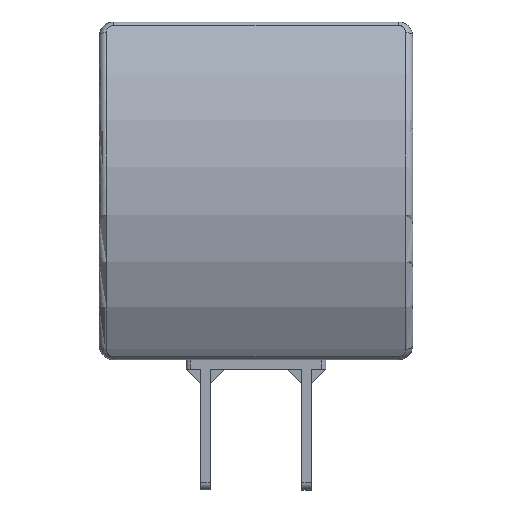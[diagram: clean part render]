
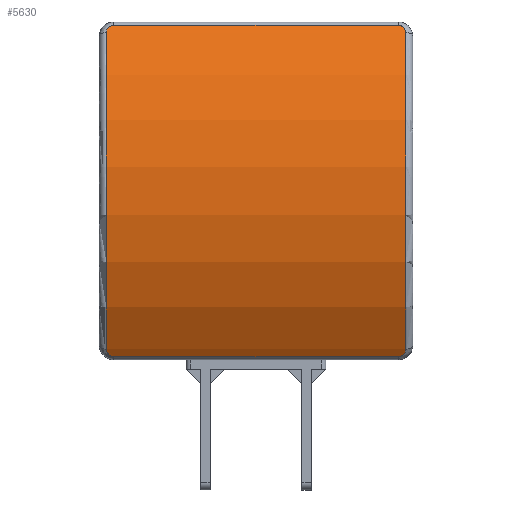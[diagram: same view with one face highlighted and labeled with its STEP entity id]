
A CAD part, front view. The second image highlights one B-rep face of the part: STEP entity #5630.
In plain terms, the highlighted cylindrical face has radius 122 mm (diameter 244 mm), a partial arc.
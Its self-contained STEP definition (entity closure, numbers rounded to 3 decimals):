
#135=B_SPLINE_CURVE_WITH_KNOTS('',3,(#8659,#8660,#8661,#8662,#8663,#8664),
 .UNSPECIFIED.,.F.,.F.,(4,1,1,4),(0.,0.222,0.37,
0.519),.UNSPECIFIED.);
#137=B_SPLINE_CURVE_WITH_KNOTS('',3,(#8709,#8710,#8711,#8712,#8713,#8714),
 .UNSPECIFIED.,.F.,.F.,(4,1,1,4),(0.,0.074,0.222,
0.519),.UNSPECIFIED.);
#139=B_SPLINE_CURVE_WITH_KNOTS('',3,(#8758,#8759,#8760,#8761,#8762,#8763),
 .UNSPECIFIED.,.F.,.F.,(4,1,1,4),(0.,0.222,
0.37,0.519),.UNSPECIFIED.);
#141=B_SPLINE_CURVE_WITH_KNOTS('',3,(#8808,#8809,#8810,#8811,#8812,#8813),
 .UNSPECIFIED.,.F.,.F.,(4,1,1,4),(0.,0.148,0.222,
0.519),.UNSPECIFIED.);
#214=CIRCLE('',#6086,122.);
#219=CIRCLE('',#6093,122.);
#411=CYLINDRICAL_SURFACE('',#6100,122.);
#563=FACE_OUTER_BOUND('',#884,.T.);
#884=EDGE_LOOP('',(#4093,#4094,#4095,#4096,#4097,#4098,#4099,#4100));
#1319=LINE('',#8670,#1902);
#1321=LINE('',#8769,#1904);
#1902=VECTOR('',#6912,10.);
#1904=VECTOR('',#6928,10.);
#2496=VERTEX_POINT('',#8648);
#2498=VERTEX_POINT('',#8657);
#2499=VERTEX_POINT('',#8666);
#2501=VERTEX_POINT('',#8701);
#2502=VERTEX_POINT('',#8716);
#2503=VERTEX_POINT('',#8749);
#2505=VERTEX_POINT('',#8765);
#2507=VERTEX_POINT('',#8800);
#3093=EDGE_CURVE('',#2498,#2496,#135,.T.);
#3096=EDGE_CURVE('',#2496,#2499,#1319,.T.);
#3099=EDGE_CURVE('',#2499,#2501,#137,.T.);
#3100=EDGE_CURVE('',#2501,#2502,#214,.T.);
#3104=EDGE_CURVE('',#2502,#2503,#139,.T.);
#3107=EDGE_CURVE('',#2503,#2505,#1321,.T.);
#3110=EDGE_CURVE('',#2505,#2507,#141,.T.);
#3111=EDGE_CURVE('',#2507,#2498,#219,.T.);
#4093=ORIENTED_EDGE('',*,*,#3093,.F.);
#4094=ORIENTED_EDGE('',*,*,#3111,.F.);
#4095=ORIENTED_EDGE('',*,*,#3110,.F.);
#4096=ORIENTED_EDGE('',*,*,#3107,.F.);
#4097=ORIENTED_EDGE('',*,*,#3104,.F.);
#4098=ORIENTED_EDGE('',*,*,#3100,.F.);
#4099=ORIENTED_EDGE('',*,*,#3099,.F.);
#4100=ORIENTED_EDGE('',*,*,#3096,.F.);
#5630=ADVANCED_FACE('',(#563),#411,.T.);
#6086=AXIS2_PLACEMENT_3D('',#8717,#6917,#6918);
#6093=AXIS2_PLACEMENT_3D('',#8815,#6933,#6934);
#6100=AXIS2_PLACEMENT_3D('',#8845,#6959,#6960);
#6912=DIRECTION('',(1.,0.,0.));
#6917=DIRECTION('center_axis',(1.,0.,0.));
#6918=DIRECTION('ref_axis',(0.,-1.,0.));
#6928=DIRECTION('',(-1.,0.,0.));
#6933=DIRECTION('center_axis',(-1.,0.,0.));
#6934=DIRECTION('ref_axis',(0.,-1.,0.));
#6959=DIRECTION('center_axis',(-1.,0.,0.));
#6960=DIRECTION('ref_axis',(0.,-0.819,0.574));
#8648=CARTESIAN_POINT('',(-59.,-31.406,68.689));
#8657=CARTESIAN_POINT('',(-62.,-33.434,65.613));
#8659=CARTESIAN_POINT('Ctrl Pts',(-62.,-33.434,65.613));
#8660=CARTESIAN_POINT('Ctrl Pts',(-62.,-33.025,66.254));
#8661=CARTESIAN_POINT('Ctrl Pts',(-61.677,-32.332,67.317));
#8662=CARTESIAN_POINT('Ctrl Pts',(-60.473,-31.586,68.425));
#8663=CARTESIAN_POINT('Ctrl Pts',(-59.494,-31.406,68.689));
#8664=CARTESIAN_POINT('Ctrl Pts',(-59.,-31.406,68.689));
#8666=CARTESIAN_POINT('',(59.,-31.406,68.689));
#8670=CARTESIAN_POINT('',(65.,-31.406,68.689));
#8701=CARTESIAN_POINT('',(62.,-33.434,65.613));
#8709=CARTESIAN_POINT('Ctrl Pts',(59.,-31.406,68.689));
#8710=CARTESIAN_POINT('Ctrl Pts',(59.247,-31.406,68.689));
#8711=CARTESIAN_POINT('Ctrl Pts',(59.99,-31.469,68.596));
#8712=CARTESIAN_POINT('Ctrl Pts',(61.48,-32.04,67.757));
#8713=CARTESIAN_POINT('Ctrl Pts',(62.,-32.889,66.467));
#8714=CARTESIAN_POINT('Ctrl Pts',(62.,-33.434,65.613));
#8716=CARTESIAN_POINT('',(62.,-33.434,-65.613));
#8717=CARTESIAN_POINT('Origin',(62.,69.42,0.));
#8749=CARTESIAN_POINT('',(59.,-31.406,-68.689));
#8758=CARTESIAN_POINT('Ctrl Pts',(62.,-33.434,-65.613));
#8759=CARTESIAN_POINT('Ctrl Pts',(62.,-33.025,-66.254));
#8760=CARTESIAN_POINT('Ctrl Pts',(61.677,-32.332,-67.317));
#8761=CARTESIAN_POINT('Ctrl Pts',(60.473,-31.586,-68.425));
#8762=CARTESIAN_POINT('Ctrl Pts',(59.494,-31.406,-68.689));
#8763=CARTESIAN_POINT('Ctrl Pts',(59.,-31.406,-68.689));
#8765=CARTESIAN_POINT('',(-59.,-31.406,-68.689));
#8769=CARTESIAN_POINT('',(65.,-31.406,-68.689));
#8800=CARTESIAN_POINT('',(-62.,-33.434,-65.613));
#8808=CARTESIAN_POINT('Ctrl Pts',(-59.,-31.406,-68.689));
#8809=CARTESIAN_POINT('Ctrl Pts',(-59.494,-31.406,-68.689));
#8810=CARTESIAN_POINT('Ctrl Pts',(-60.226,-31.539,-68.494));
#8811=CARTESIAN_POINT('Ctrl Pts',(-61.562,-32.183,-67.539));
#8812=CARTESIAN_POINT('Ctrl Pts',(-62.,-32.889,-66.467));
#8813=CARTESIAN_POINT('Ctrl Pts',(-62.,-33.434,-65.613));
#8815=CARTESIAN_POINT('Origin',(-62.,69.42,0.));
#8845=CARTESIAN_POINT('Origin',(65.,69.42,0.));
